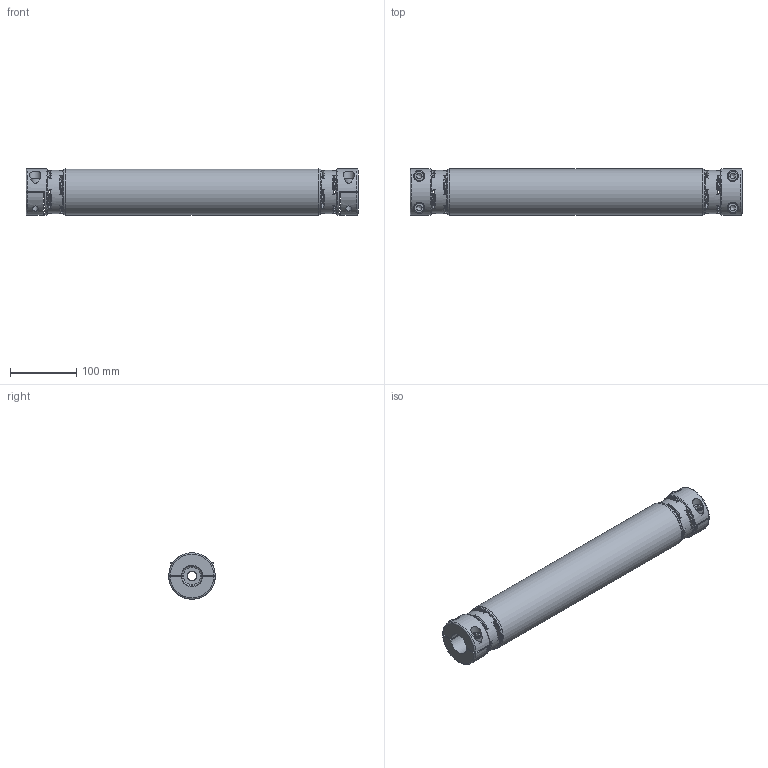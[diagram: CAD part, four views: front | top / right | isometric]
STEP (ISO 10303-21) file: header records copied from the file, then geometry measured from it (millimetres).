
FILE_DESCRIPTION( ( 'Unknown' ), '1' );
FILE_NAME( 'EKHZ 200 - L=0,5m.stp', 'Unknown', ( 'Unknown' ), ( 'Unknown' ), 'PSStep 10.1', 'Unknown', ' ' );
FILE_SCHEMA( ( 'AUTOMOTIVE_DESIGN { 1 0 10303 214 1 1 1 1 }' ) );
Length unit declared in the file: millimetre
Products named in the file (1): EKHZ 200 - halb
Bounding box: 500 x 70 x 70 mm (x, y, z)
Volume: 594215.4 mm3; surface area: 247353.6 mm2
Topology: 1 solids, 1 shells, 496 faces, 1373 edges, 879 vertices
Faces by surface type: cylinder 152, cone 142, plane 142, torus 60
Full cylindrical faces by diameter (mm): 5 x16, 8.376 x4, 10 x4, 10.4 x4, 14.5 x2, 16 x4, 17 x4, 30 x4, 32.427 x2, 40.5 x2, 52.5 x2, 64 x1, 65 x2, 69 x2, 70 x3
Entity records: 20852 total; most frequent: CARTESIAN_POINT 4897, DIRECTION 2490, ORIENTED_EDGE 2468, EDGE_CURVE 1234, AXIS2_PLACEMENT_3D 1095, VERTEX_POINT 834, EDGE_LOOP 656, CIRCLE 598
